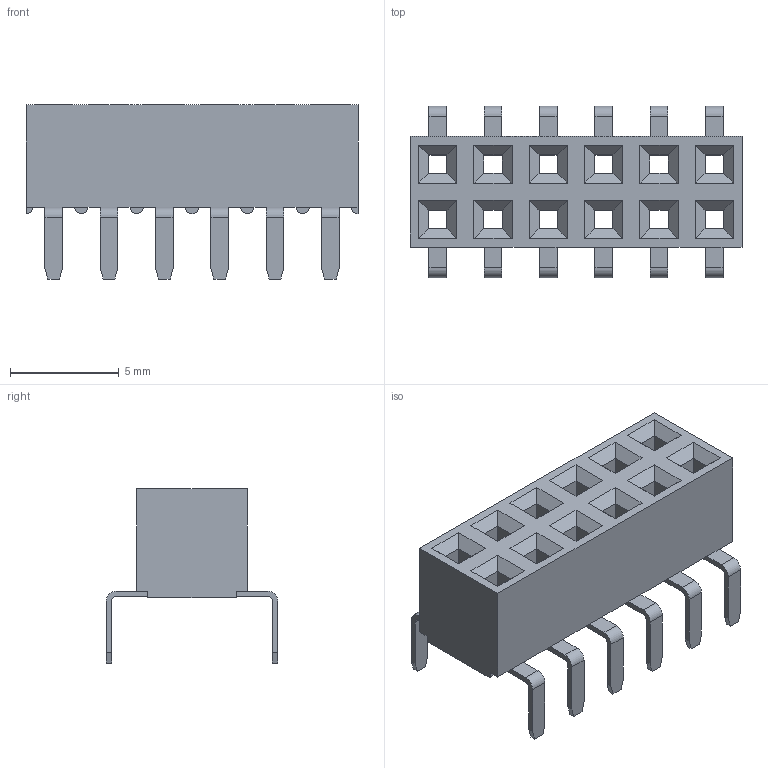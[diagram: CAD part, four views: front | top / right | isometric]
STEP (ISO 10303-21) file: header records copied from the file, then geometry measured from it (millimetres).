
FILE_DESCRIPTION(/* description */ (''),/* implementation_level */ '2;1');
FILE_NAME(/* name */ '966212-6702-XX',/* time_stamp */ '2007-06-15T15:48:34+02:00',/* author */ (''),/* organization */ (''),/* preprocessor_version */ 'ST-DEVELOPER v9',/* originating_system */ 'UGS - NX 4.0',/* authorisation */ '');
FILE_SCHEMA (('AUTOMOTIVE_DESIGN { 1 0 10303 214 1 1 1 1 }'));
Length unit declared in the file: millimetre
Products named in the file (1): 966212-6702-XX
Bounding box: 15.24 x 7.87 x 8 mm (x, y, z)
Volume: 333.1 mm3; surface area: 641.9 mm2
Topology: 1 solids, 1 shells, 255 faces, 708 edges, 448 vertices
Faces by surface type: plane 224, cylinder 31
Entity records: 8020 total; most frequent: ORIENTED_EDGE 1416, CARTESIAN_POINT 1412, DIRECTION 1282, EDGE_CURVE 708, LINE 646, VECTOR 646, VERTEX_POINT 448, AXIS2_PLACEMENT_3D 318
